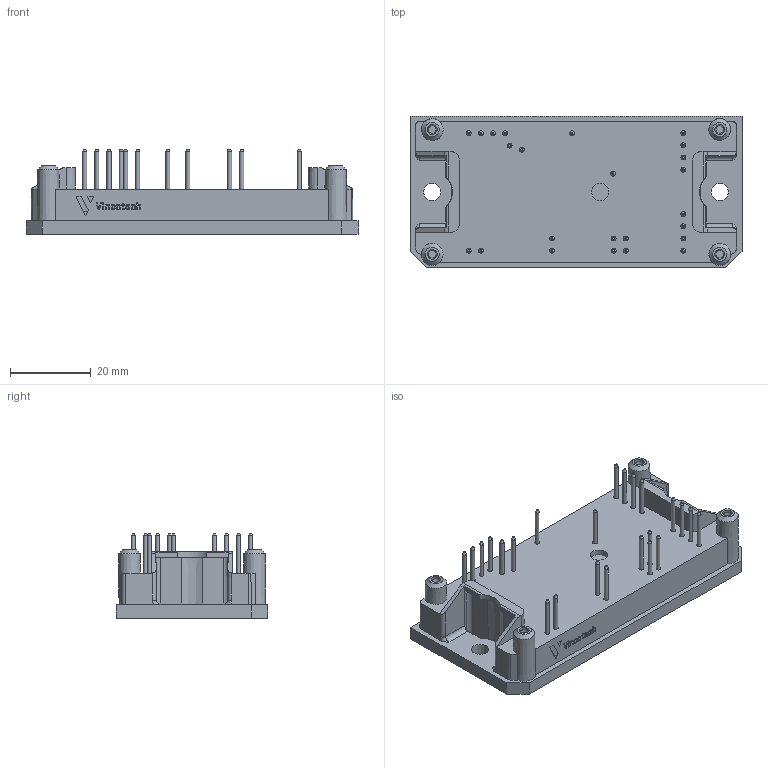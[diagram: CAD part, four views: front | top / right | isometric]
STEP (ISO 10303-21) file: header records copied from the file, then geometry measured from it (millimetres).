
FILE_DESCRIPTION(/* description */ ('Unknown'),/* implementation_level */ '2;1');
FILE_NAME(/* name */ 'Flow1-4T17W-LG10(240)-03-OL',/* time_stamp */ '2021-10-26T14:05:44+02:00',/* author */ ('Unknown'),/* organization */ ('Unknown'),/* preprocessor_version */ 'ST-DEVELOPER v16.7',/* originating_system */ 'Solid Edge',/* authorisation */ 'Unknown');
FILE_SCHEMA (('AUTOMOTIVE_DESIGN {1 0 10303 214 3 1 1}'));
Length unit declared in the file: millimetre
Products named in the file (1): Flow1-4T17W-LG10-OL
Bounding box: 82 x 37.4 x 21.23 mm (x, y, z)
Volume: 28655.7 mm3; surface area: 12457.9 mm2
Topology: 12 solids, 12 shells, 505 faces, 1294 edges, 867 vertices
Faces by surface type: plane 270, bspline 84, cone 80, cylinder 71
Full cylindrical faces by diameter (mm): 1 x24, 1.2 x24, 2.4 x4, 4.3 x1
Entity records: 17559 total; most frequent: CARTESIAN_POINT 4278, ORIENTED_EDGE 2180, DIRECTION 1992, EDGE_CURVE 1090, VERTEX_POINT 782, EDGE_LOOP 690, FACE_BOUND 690, AXIS2_PLACEMENT_3D 680
